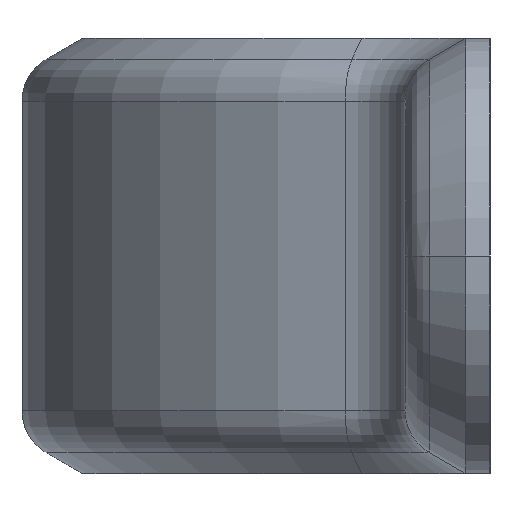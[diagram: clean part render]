
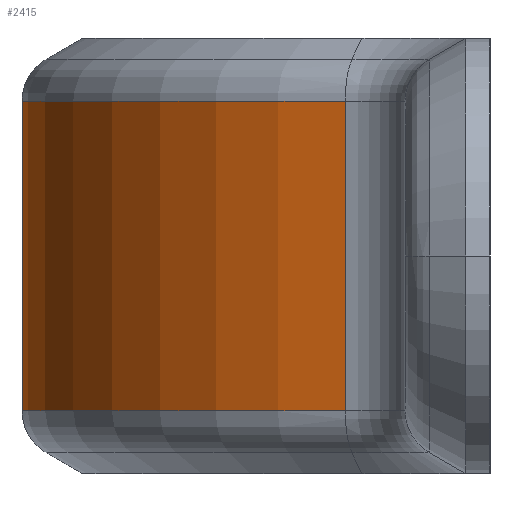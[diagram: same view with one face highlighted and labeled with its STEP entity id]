
A CAD part, left-side view. The second image highlights one B-rep face of the part: STEP entity #2415.
In plain terms, the highlighted cylindrical face has radius 18.428 mm (diameter 36.857 mm), a partial arc.
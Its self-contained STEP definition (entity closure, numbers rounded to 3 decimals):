
#47 = ORIENTED_EDGE ( 'NONE', *, *, #65, .T. ) ;
#65 = EDGE_CURVE ( 'NONE', #2295, #1676, #2455, .T. ) ;
#86 = EDGE_CURVE ( 'NONE', #1618, #2537, #2976, .T. ) ;
#98 = VECTOR ( 'NONE', #1667, 1000. ) ;
#112 = DIRECTION ( 'NONE',  ( 1., 0., 0. ) ) ;
#170 = CARTESIAN_POINT ( 'NONE',  ( 17.72, 5.06, -6.402 ) ) ;
#171 = CARTESIAN_POINT ( 'NONE',  ( 0., 0., 6.402 ) ) ;
#211 = DIRECTION ( 'NONE',  ( 0., 0., 1. ) ) ;
#349 = FACE_OUTER_BOUND ( 'NONE', #2854, .T. ) ;
#587 = CARTESIAN_POINT ( 'NONE',  ( 0., 0., 0. ) ) ;
#588 = AXIS2_PLACEMENT_3D ( 'NONE', #2128, #1249, #2179 ) ;
#608 = CARTESIAN_POINT ( 'NONE',  ( -17.72, 5.06, 6.402 ) ) ;
#633 = DIRECTION ( 'NONE',  ( 0., 0., 1. ) ) ;
#847 = CARTESIAN_POINT ( 'NONE',  ( 0., 0., -6.402 ) ) ;
#896 = CARTESIAN_POINT ( 'NONE',  ( 17.72, 5.06, 6.402 ) ) ;
#1038 = CYLINDRICAL_SURFACE ( 'NONE', #1834, 18.428 ) ;
#1146 = EDGE_CURVE ( 'NONE', #1642, #2188, #2102, .T. ) ;
#1195 = AXIS2_PLACEMENT_3D ( 'NONE', #847, #633, #2484 ) ;
#1249 = DIRECTION ( 'NONE',  ( 0., 0., -1. ) ) ;
#1263 = EDGE_CURVE ( 'NONE', #2537, #1642, #2656, .T. ) ;
#1315 = DIRECTION ( 'NONE',  ( 0., 0., -1. ) ) ;
#1342 = CARTESIAN_POINT ( 'NONE',  ( 0., 18.428, 6.402 ) ) ;
#1382 = CARTESIAN_POINT ( 'NONE',  ( -17.72, 5.06, 9. ) ) ;
#1408 = CARTESIAN_POINT ( 'NONE',  ( 0., 0., -6.402 ) ) ;
#1611 = ORIENTED_EDGE ( 'NONE', *, *, #1146, .T. ) ;
#1618 = VERTEX_POINT ( 'NONE', #170 ) ;
#1642 = VERTEX_POINT ( 'NONE', #1830 ) ;
#1667 = DIRECTION ( 'NONE',  ( 0., 0., 1. ) ) ;
#1676 = VERTEX_POINT ( 'NONE', #896 ) ;
#1830 = CARTESIAN_POINT ( 'NONE',  ( -17.72, 5.06, -6.402 ) ) ;
#1834 = AXIS2_PLACEMENT_3D ( 'NONE', #587, #1315, #2424 ) ;
#1910 = ORIENTED_EDGE ( 'NONE', *, *, #1263, .T. ) ;
#1959 = DIRECTION ( 'NONE',  ( 0., 0., -1. ) ) ;
#2068 = DIRECTION ( 'NONE',  ( -1., 0., 0. ) ) ;
#2084 = EDGE_CURVE ( 'NONE', #2188, #2295, #2288, .T. ) ;
#2102 = LINE ( 'NONE', #1382, #98 ) ;
#2125 = VECTOR ( 'NONE', #1959, 1000. ) ;
#2128 = CARTESIAN_POINT ( 'NONE',  ( 0., 0., 6.402 ) ) ;
#2129 = AXIS2_PLACEMENT_3D ( 'NONE', #1408, #211, #2068 ) ;
#2179 = DIRECTION ( 'NONE',  ( 1., 0., 0. ) ) ;
#2188 = VERTEX_POINT ( 'NONE', #608 ) ;
#2199 = CARTESIAN_POINT ( 'NONE',  ( 17.72, 5.06, 9. ) ) ;
#2288 = CIRCLE ( 'NONE', #588, 18.428 ) ;
#2295 = VERTEX_POINT ( 'NONE', #1342 ) ;
#2298 = CARTESIAN_POINT ( 'NONE',  ( 0., 18.428, -6.402 ) ) ;
#2347 = ORIENTED_EDGE ( 'NONE', *, *, #2432, .T. ) ;
#2392 = ORIENTED_EDGE ( 'NONE', *, *, #2084, .T. ) ;
#2415 = ADVANCED_FACE ( 'NONE', ( #349 ), #1038, .T. ) ;
#2424 = DIRECTION ( 'NONE',  ( -1., 0., 0. ) ) ;
#2432 = EDGE_CURVE ( 'NONE', #1676, #1618, #2874, .T. ) ;
#2455 = CIRCLE ( 'NONE', #2501, 18.428 ) ;
#2484 = DIRECTION ( 'NONE',  ( -1., 0., 0. ) ) ;
#2501 = AXIS2_PLACEMENT_3D ( 'NONE', #171, #2623, #112 ) ;
#2537 = VERTEX_POINT ( 'NONE', #2298 ) ;
#2586 = ORIENTED_EDGE ( 'NONE', *, *, #86, .T. ) ;
#2623 = DIRECTION ( 'NONE',  ( 0., 0., -1. ) ) ;
#2656 = CIRCLE ( 'NONE', #2129, 18.428 ) ;
#2854 = EDGE_LOOP ( 'NONE', ( #2347, #2586, #1910, #1611, #2392, #47 ) ) ;
#2874 = LINE ( 'NONE', #2199, #2125 ) ;
#2976 = CIRCLE ( 'NONE', #1195, 18.428 ) ;
